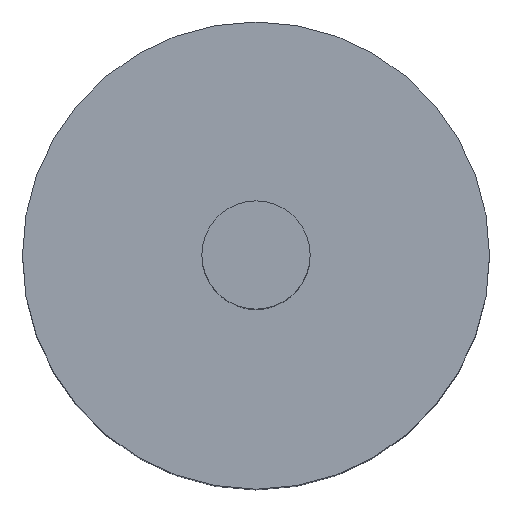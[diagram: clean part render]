
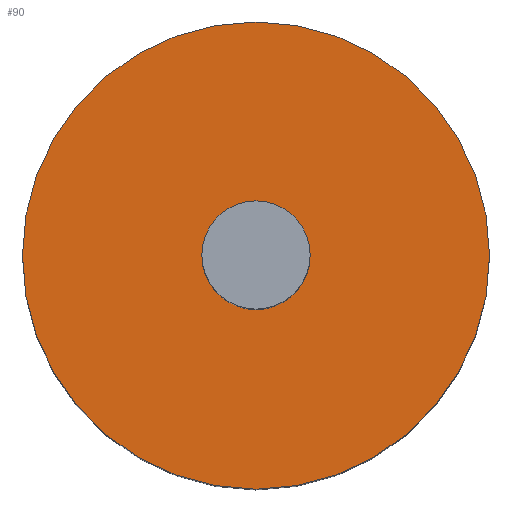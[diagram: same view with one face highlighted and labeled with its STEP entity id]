
A CAD part, top view. The second image highlights one B-rep face of the part: STEP entity #90.
In plain terms, the highlighted planar face has unit normal (0, 0, 1).
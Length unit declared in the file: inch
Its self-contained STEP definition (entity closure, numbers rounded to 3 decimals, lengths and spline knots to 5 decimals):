
#15=FACE_BOUND('',#34,.T.);
#19=PLANE('',#117);
#26=FACE_OUTER_BOUND('',#33,.T.);
#33=EDGE_LOOP('',(#78));
#34=EDGE_LOOP('',(#79));
#46=CIRCLE('',#112,0.11583);
#47=CIRCLE('',#115,0.5);
#52=VERTEX_POINT('',#161);
#53=VERTEX_POINT('',#166);
#60=EDGE_CURVE('',#52,#52,#46,.T.);
#61=EDGE_CURVE('',#53,#53,#47,.T.);
#78=ORIENTED_EDGE('',*,*,#61,.T.);
#79=ORIENTED_EDGE('',*,*,#60,.T.);
#90=ADVANCED_FACE('',(#26,#15),#19,.T.);
#112=AXIS2_PLACEMENT_3D('',#163,#135,#136);
#115=AXIS2_PLACEMENT_3D('',#167,#141,#142);
#117=AXIS2_PLACEMENT_3D('',#171,#146,#147);
#135=DIRECTION('center_axis',(0.,0.,-1.));
#136=DIRECTION('ref_axis',(-1.,0.,0.));
#141=DIRECTION('center_axis',(0.,0.,1.));
#142=DIRECTION('ref_axis',(1.,0.,0.));
#146=DIRECTION('center_axis',(0.,0.,1.));
#147=DIRECTION('ref_axis',(1.,0.,0.));
#161=CARTESIAN_POINT('',(0.11583,0.,1.));
#163=CARTESIAN_POINT('Origin',(0.,0.,1.));
#166=CARTESIAN_POINT('',(-0.5,0.,1.));
#167=CARTESIAN_POINT('Origin',(0.,0.,1.));
#171=CARTESIAN_POINT('Origin',(0.,0.,1.));
